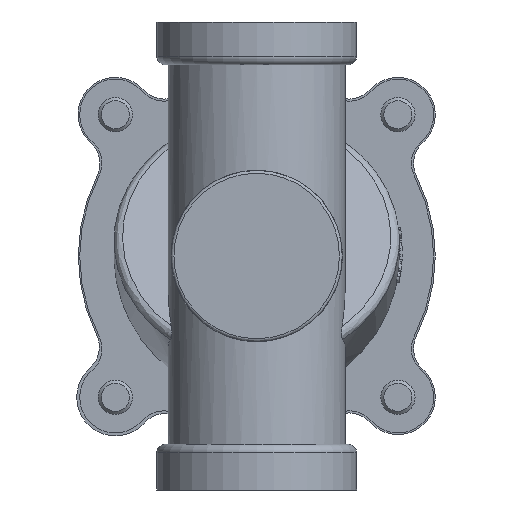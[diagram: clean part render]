
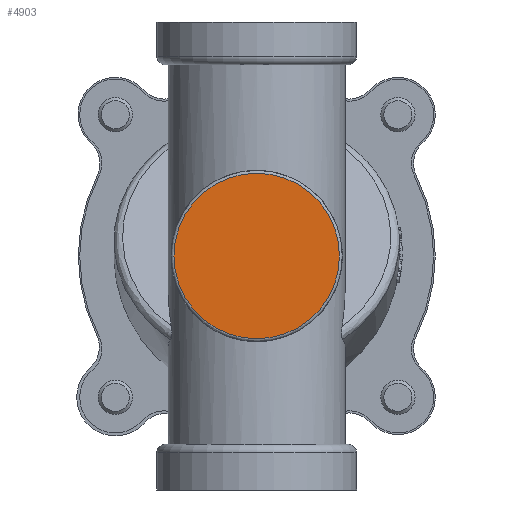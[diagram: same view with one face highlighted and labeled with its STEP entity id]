
A CAD part, front view. The second image highlights one B-rep face of the part: STEP entity #4903.
In plain terms, the highlighted planar face has unit normal (0, -1, 0).
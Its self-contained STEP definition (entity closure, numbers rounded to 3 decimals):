
#242=CIRCLE('',#5364,29.);
#423=PLANE('',#5369);
#661=FACE_OUTER_BOUND('',#959,.T.);
#959=EDGE_LOOP('',(#3797));
#2141=VERTEX_POINT('',#8973);
#2735=EDGE_CURVE('',#2141,#2141,#242,.T.);
#3797=ORIENTED_EDGE('',*,*,#2735,.F.);
#4903=ADVANCED_FACE('',(#661),#423,.F.);
#5364=AXIS2_PLACEMENT_3D('',#8974,#6282,#6283);
#5369=AXIS2_PLACEMENT_3D('',#9068,#6293,#6294);
#6282=DIRECTION('center_axis',(0.,1.,0.));
#6283=DIRECTION('ref_axis',(-1.,0.,0.));
#6293=DIRECTION('center_axis',(0.,1.,0.));
#6294=DIRECTION('ref_axis',(0.,0.,1.));
#8973=CARTESIAN_POINT('',(0.,-33.41,111.));
#8974=CARTESIAN_POINT('Origin',(0.,-33.41,82.));
#9068=CARTESIAN_POINT('Origin',(0.,-33.41,82.));
